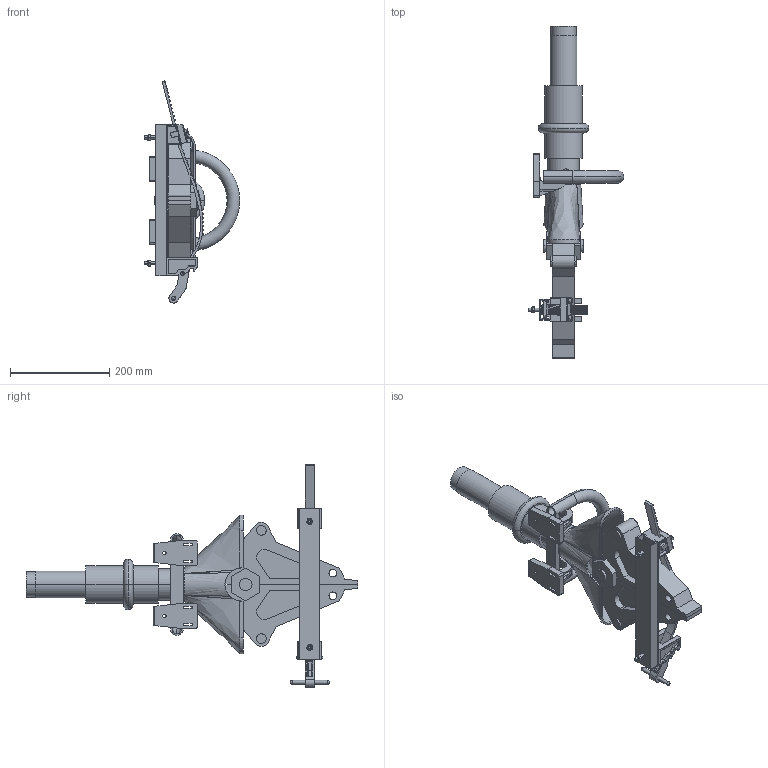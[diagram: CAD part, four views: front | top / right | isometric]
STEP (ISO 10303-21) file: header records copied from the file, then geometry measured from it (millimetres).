
FILE_DESCRIPTION (( 'STEP AP203' ), '1' );
FILE_NAME ('K5029-HM.STEP', '2010-09-22T18:15:41', ( 'PAC' ), ( 'Microsoft' ), 'SwSTEP 2.0', 'SolidWorks 2010', '' );
FILE_SCHEMA (( 'CONFIG_CONTROL_DESIGN' ));
Length unit declared in the file: inch
Products named in the file (16): 1006-1; 2003; 2004; 2005; 2008 - IN USE; 2010_compressed; 2011; 2002_HX-SHCS 0.25-20x0.75x0.75-N; 2035 Pack_10" apart; .25-20 x 1.0 lg Hex Bolt_HBOLT 0.2500-20x1x1-N; .25-20 Nylok Nut_MSHXNUT 0.250-20-S-N; 1006-3; K5029-HM; 1029P; Holmatro Combi Tool; K5006_In Use
Assembly tree (24 placements, depth 4):
  K5029-HM
    Holmatro Combi Tool
    K5006_In Use
      1006-3  x2
      2008 - IN USE
      2010_compressed  x2
      1006-1
      2002_HX-SHCS 0.25-20x0.75x0.75-N  x4
      2005
      2011  x2
      2035 Pack_10" apart
        .25-20 x 1.0 lg Hex Bolt_HBOLT 0.2500-20x1x1-N  x2
        .25-20 Nylok Nut_MSHXNUT 0.250-20-S-N  x2
      2004
      2003
    1029P  x2
Bounding box: 192.49 x 669.92 x 448.07 mm (x, y, z)
Volume: 2545220.7 mm3; surface area: 718265.1 mm2
Topology: 27 solids, 27 shells, 1433 faces, 3604 edges, 2247 vertices
Faces by surface type: plane 619, cylinder 472, torus 128, bspline 122, cone 72, sphere 20
Entity records: 57000 total; most frequent: CARTESIAN_POINT 26295, ORIENTED_EDGE 6058, DIRECTION 5926, EDGE_CURVE 3029, AXIS2_PLACEMENT_3D 2113, VERTEX_POINT 1914, VECTOR 1700, LINE 1700
